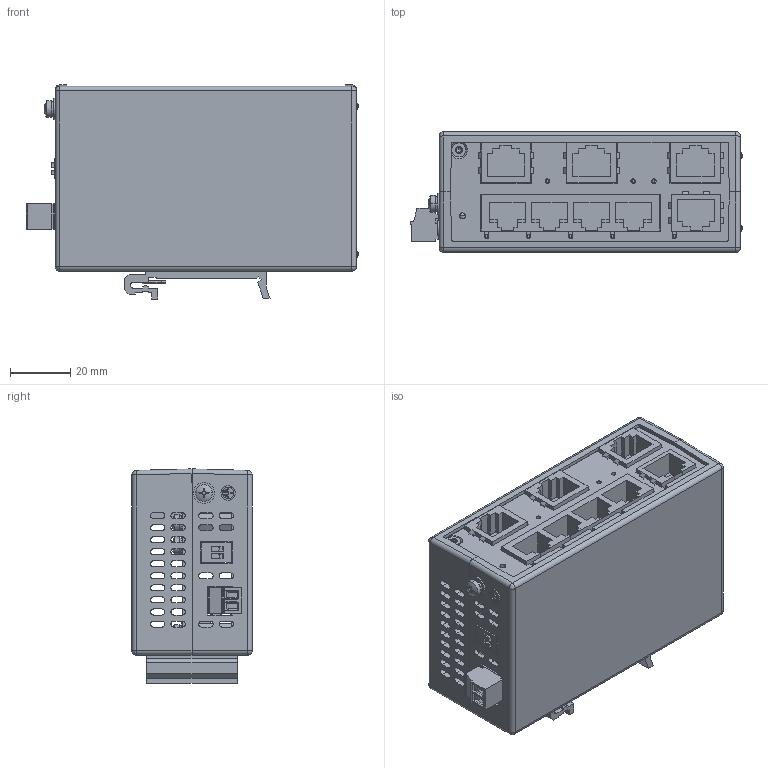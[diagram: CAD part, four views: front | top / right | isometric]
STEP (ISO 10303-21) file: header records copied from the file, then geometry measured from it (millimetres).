
FILE_DESCRIPTION((''),'2;1');
FILE_NAME('MATCHBOX_8FE_ASM','2021-11-08T',('simon'),(''),'PRO/ENGINEER BY PARAMETRIC TECHNOLOGY CORPORATION, 2017170','PRO/ENGINEER BY PARAMETRIC TECHNOLOGY CORPORATION, 2017170','');
FILE_SCHEMA(('CONFIG_CONTROL_DESIGN'));
Products named in the file (34): MATCHBOX_MB; MC_1_5-LH_STIFT_1_1_1_1_7; BCH_381H_HOUSING_1_6; ECH-381R-02P-BK_2_ASM; ECH-381R-02P-BK_ASM; 5452235-BCP-508-2-71990; 5452235-BCP-508-2-73950_ASM; PXC_5434926_00_BCP-381-2-GY_3D_ASM; 1-LED; WGSOC-CNN0352ZW2608-14DC06F; DPL-02-V; PRT-LED-0006; ZW2608-13S006F; MATCHBOX_MB_ASM; MATCHBOX_DB1_3FE; WGSOC-CNN0070; ZW2J88-164L0FF; MATCHBOX_DB1_3FE_ASM; JIAGEIZHU_M3XH14-8; CROSS_RECESSED_PAN_HEAD_SCREWS_; SPRING_LOCK_WASHERS--NORMAL_TYP; PLAIN_WASHERS--PRODUCT_GRADE_C_; PSW_M3X6_ASM; MATCHBOX_PLACEMENT_ASM; MATCHBOX_ME_BOTTOM_5; MATCHBOX_BOTTOM_ASM; MATCHBOX_ME_TOP; MATCHBOX_TOP_ASM; BN_4851_3645857_M3X4; KAI_GUI_30MM; MATCHBOX_FRONT_8FE; BN_M2X4; MATCHBOX_ME_ASM; MATCHBOX_8FE_ASM
Assembly tree (54 placements, depth 6):
  MATCHBOX_8FE_ASM
    MATCHBOX_PLACEMENT_ASM
      MATCHBOX_MB_ASM
        MATCHBOX_MB
        ECH-381R-02P-BK_ASM
          ECH-381R-02P-BK_2_ASM
            MC_1_5-LH_STIFT_1_1_1_1_7  x2
            BCH_381H_HOUSING_1_6
        PXC_5434926_00_BCP-381-2-GY_3D_ASM
          5452235-BCP-508-2-73950_ASM
            5452235-BCP-508-2-71990
        1-LED
        WGSOC-CNN0352ZW2608-14DC06F
        DPL-02-V
        PRT-LED-0006  x5
        ZW2608-13S006F
      MATCHBOX_DB1_3FE_ASM
        MATCHBOX_DB1_3FE
        WGSOC-CNN0070
        ZW2J88-164L0FF  x3
        PRT-LED-0006  x3
      JIAGEIZHU_M3XH14-8  x4
      PSW_M3X6_ASM  x4
        CROSS_RECESSED_PAN_HEAD_SCREWS_
        SPRING_LOCK_WASHERS--NORMAL_TYP
        PLAIN_WASHERS--PRODUCT_GRADE_C_
    MATCHBOX_ME_ASM
      MATCHBOX_BOTTOM_ASM
        MATCHBOX_ME_BOTTOM_5
      MATCHBOX_TOP_ASM
        MATCHBOX_ME_TOP
      BN_4851_3645857_M3X4  x5
      KAI_GUI_30MM
      PSW_M3X6_ASM
        CROSS_RECESSED_PAN_HEAD_SCREWS_
        SPRING_LOCK_WASHERS--NORMAL_TYP
        PLAIN_WASHERS--PRODUCT_GRADE_C_
      MATCHBOX_FRONT_8FE
      BN_M2X4
Bounding box: 110.2 x 40 x 71.1 mm (x, y, z)
Volume: 84206.4 mm3; surface area: 95879.2 mm2
Topology: 51 solids, 59 shells, 2869 faces, 7410 edges, 4782 vertices
Faces by surface type: plane 1489, cylinder 1007, cone 143, torus 101, bspline 91, sphere 34, extrusion 4
Entity records: 74164 total; most frequent: CARTESIAN_POINT 19368, ORIENTED_EDGE 11352, DIRECTION 11108, EDGE_CURVE 5680, AXIS2_PLACEMENT_3D 3793, VERTEX_POINT 3668, VECTOR 3522, LINE 3518
